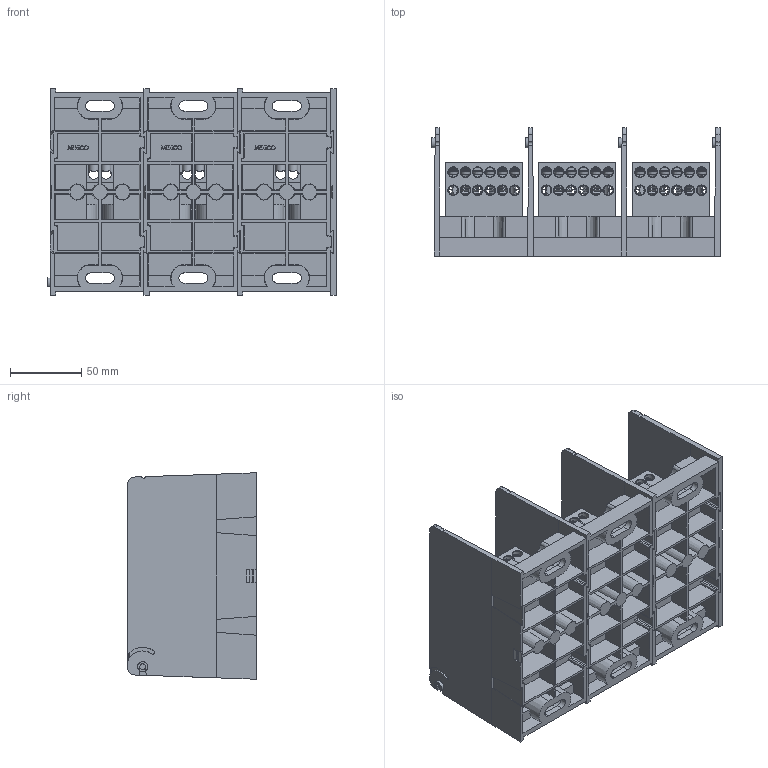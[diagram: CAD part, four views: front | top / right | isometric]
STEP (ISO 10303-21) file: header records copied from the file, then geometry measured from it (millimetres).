
FILE_DESCRIPTION (( 'STEP AP214' ), '1' );
FILE_NAME ('702035rev-3P.STEP', '2014-04-03T18:24:15', ( '' ), ( '' ), 'SwSTEP 2.0', 'SolidWorks 2013', '' );
FILE_SCHEMA (( 'AUTOMOTIVE_DESIGN' ));
Length unit declared in the file: inch
Products named in the file (1): 702035rev-3P
Bounding box: 202.31 x 90.17 x 144.78 mm (x, y, z)
Surface area: 296927.1 mm2 (no closed solid volume)
Topology: 0 solids, 106 shells, 1218 faces, 4895 edges, 3612 vertices
Faces by surface type: plane 612, cone 356, cylinder 250
Full cylindrical faces by diameter (mm): 4.064 x1, 6.909 x75, 7.009 x13, 7.112 x1, 7.925 x14, 12.7 x6, 19.05 x6, 22.225 x6
Entity records: 73297 total; most frequent: CARTESIAN_POINT 22598, ORIENTED_EDGE 6583, DIRECTION 6250, EDGE_CURVE 4309, VERTEX_POINT 3402, LINE 2242, VECTOR 2242, AXIS2_PLACEMENT_3D 2004
